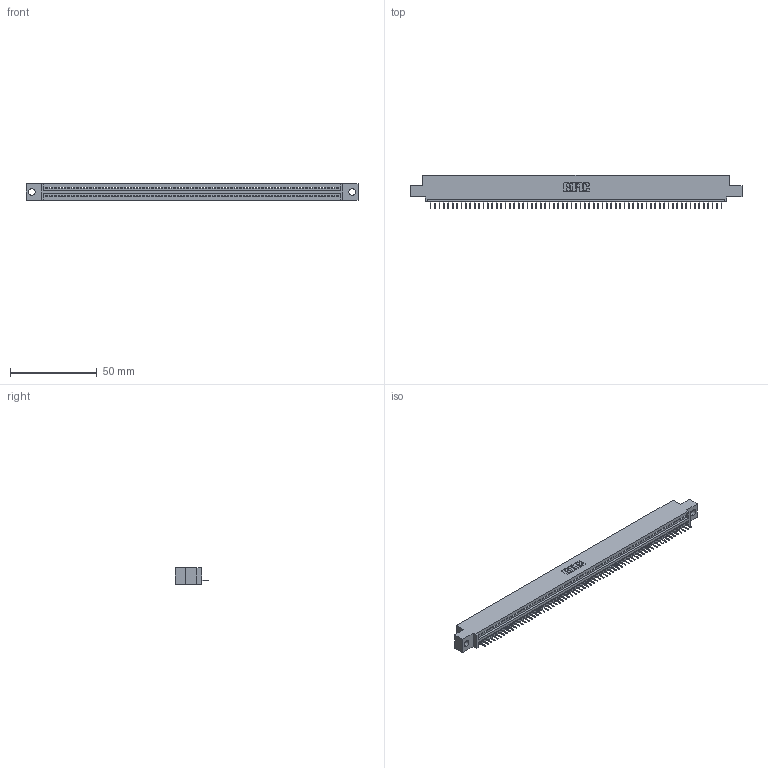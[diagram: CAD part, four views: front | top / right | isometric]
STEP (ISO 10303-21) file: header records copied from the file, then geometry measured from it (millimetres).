
FILE_DESCRIPTION (( 'STEP AP203' ), '1' );
FILE_NAME ('395-067-524-404.STEP', '2018-11-25T08:59:26', ( '' ), ( '' ), 'SwSTEP 2.0', 'SolidWorks 2016', '' );
FILE_SCHEMA (( 'CONFIG_CONTROL_DESIGN' ));
Length unit declared in the file: inch
Products named in the file (3): 345 Part_0.110 Offset - 0.156 Dia-TH; 345-292-001_345-293-124; 395-067-524-404
Assembly tree (68 placements, depth 2):
  395-067-524-404
    345 Part_0.110 Offset - 0.156 Dia-TH
    345-292-001_345-293-124  x67
Bounding box: 191.39 x 19.35 x 9.4 mm (x, y, z)
Volume: 17957.2 mm3; surface area: 23247.7 mm2
Topology: 68 solids, 68 shells, 4284 faces, 12413 edges, 8006 vertices
Faces by surface type: plane 3166, cylinder 1118
Entity records: 47269 total; most frequent: ORIENTED_EDGE 8194, CARTESIAN_POINT 8193, DIRECTION 7119, EDGE_CURVE 4097, LINE 3701, VECTOR 3701, VERTEX_POINT 2726, AXIS2_PLACEMENT_3D 1709
